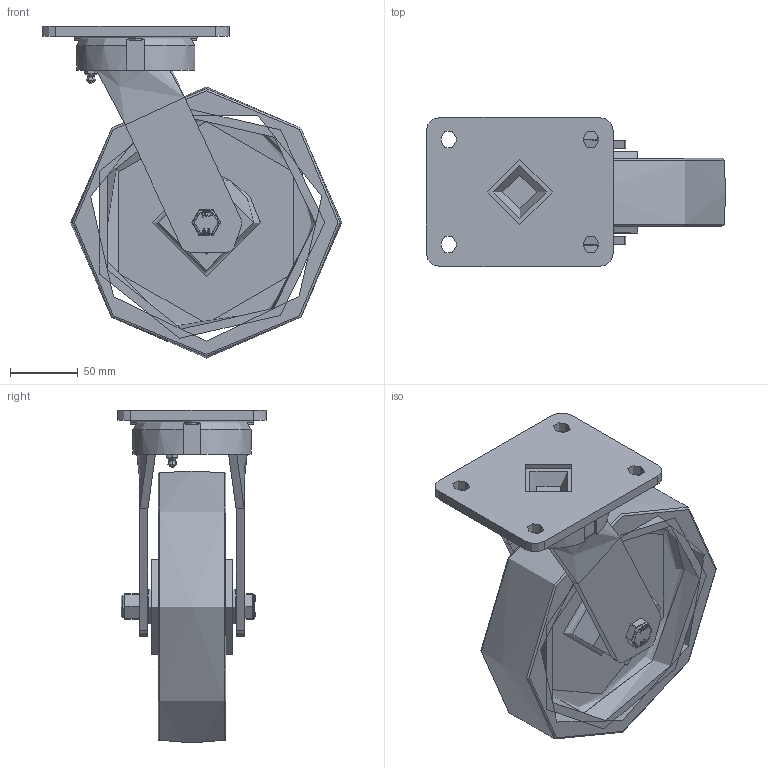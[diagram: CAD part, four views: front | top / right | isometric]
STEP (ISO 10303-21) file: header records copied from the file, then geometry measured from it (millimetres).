
FILE_DESCRIPTION(/* description */ (''),/* implementation_level */ '2;1');
FILE_NAME(/* name */ 'BZKL200NPBJ.step',/* time_stamp */ '2024-10-02T15:13:24+01:00',/* author */ (''),/* organization */ (''),/* preprocessor_version */ 'ST-DEVELOPER v20',/* originating_system */ 'Autodesk Translation Framework v13.20.0.188',/* authorisation */ '');
FILE_SCHEMA (('AUTOMOTIVE_DESIGN { 1 0 10303 214 3 1 1 }'));
Length unit declared in the file: millimetre
Products named in the file (29): BZKL200NPBJ; BZKL200AS v1; FABRICATED STEEL TOP PLATE; FABRICATED STEEL FORKS; FABRICATED STEEL FORKS Geometry; GREESE NIPPLE; BZH200WNPBJM2060 v1; POLYURETHANE TYRE; NYLON RIM; BEARING6204; BALL BEARINGS; BEARING6204 (1); BALL BEARINGS (1); Component3; INNER; OUTER; MIDDLE; RUBBER; BEARING SPACER; TH20X2X12 v1; ZINC PLATED HEADED SPACER; TH20X2X12 v1 (1); ZINC PLATED HEADED SPACER (1); HEXBOLTM12X90Z8.8 v2; GRADE 8.8 ZINC PLATED BOLT; NYLOCM12Z14MM v1; NYLOC NUT; NUT; RUBBER (1)
Assembly tree (47 placements, depth 5):
  BZKL200NPBJ
    BZKL200AS v1
      FABRICATED STEEL TOP PLATE
      FABRICATED STEEL FORKS
        FABRICATED STEEL FORKS Geometry
        GREESE NIPPLE
    BZH200WNPBJM2060 v1
      POLYURETHANE TYRE
      NYLON RIM
      BEARING6204
        INNER
        OUTER
        BALL BEARINGS
          Component3  x8
        MIDDLE
        RUBBER
      BEARING6204 (1)
        BALL BEARINGS (1)
          Component3  x8
        INNER
        OUTER
        MIDDLE
        RUBBER
      BEARING SPACER
    TH20X2X12 v1
      ZINC PLATED HEADED SPACER
    TH20X2X12 v1 (1)
      ZINC PLATED HEADED SPACER (1)
    HEXBOLTM12X90Z8.8 v2
      GRADE 8.8 ZINC PLATED BOLT
    NYLOCM12Z14MM v1
      NYLOC NUT
        NUT
        RUBBER (1)
Bounding box: 221 x 110 x 244.85 mm (x, y, z)
Volume: 1158712.1 mm3; surface area: 320450.2 mm2
Topology: 37 solids, 37 shells, 1069 faces, 2693 edges, 1778 vertices
Faces by surface type: plane 428, bspline 348, cylinder 203, sphere 67, torus 19, cone 4
Full cylindrical faces by diameter (mm): 9.836 x16, 11.834 x16, 12 x3, 12.2 x2, 13 x2, 14 x2, 17.75 x1, 18.5 x1, 19.8 x2, 20 x3, 24 x1, 25 x2, 27 x2, 28.5 x8, 30.8 x4, 31.3 x4, 40 x1, 40.3 x4, 40.5 x4, 40.8 x4, 42 x10, 47 x4, 48 x1, 70 x2, 87 x1, 90 x1, 161 x2, 175 x2
Entity records: 30820 total; most frequent: CARTESIAN_POINT 14292, ORIENTED_EDGE 3446, DIRECTION 2822, EDGE_CURVE 1723, VERTEX_POINT 1140, AXIS2_PLACEMENT_3D 1025, EDGE_LOOP 853, LINE 772
